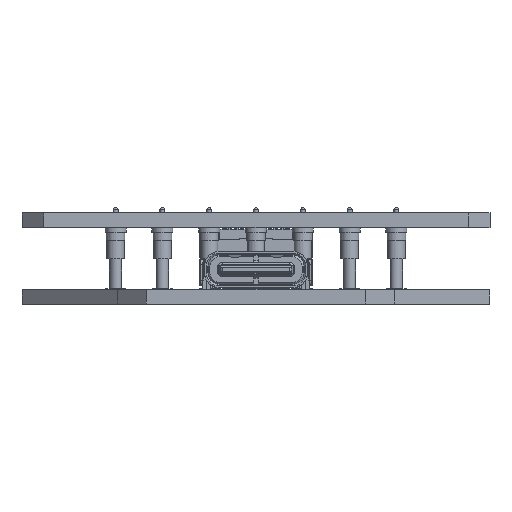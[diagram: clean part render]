
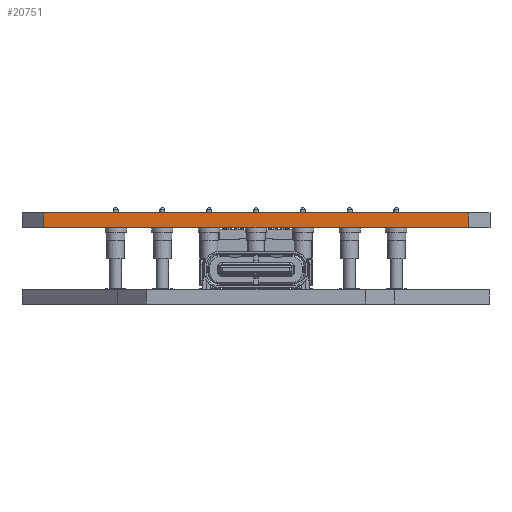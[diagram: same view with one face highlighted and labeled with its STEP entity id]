
A CAD part, top view. The second image highlights one B-rep face of the part: STEP entity #20751.
In plain terms, the highlighted face is planar.
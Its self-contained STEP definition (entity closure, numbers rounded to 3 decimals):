
#1491=PLANE('',#22549);
#2494=FACE_OUTER_BOUND('',#3643,.T.);
#3643=EDGE_LOOP('',(#18983,#18984,#18985,#18986,#18987,#18988,#18989));
#5634=LINE('',#34189,#7823);
#5729=LINE('',#34441,#7918);
#5731=LINE('',#34445,#7920);
#5732=LINE('',#34447,#7921);
#5839=LINE('',#34722,#8028);
#5840=LINE('',#34724,#8029);
#7823=VECTOR('',#27667,1.);
#7918=VECTOR('',#27828,1.);
#7920=VECTOR('',#27832,1.);
#7921=VECTOR('',#27833,1.);
#8028=VECTOR('',#28006,10.);
#8029=VECTOR('',#28007,1.);
#10439=VERTEX_POINT('',#34186);
#10440=VERTEX_POINT('',#34188);
#10564=VERTEX_POINT('',#34440);
#10565=VERTEX_POINT('',#34444);
#10566=VERTEX_POINT('',#34446);
#10702=VERTEX_POINT('',#34723);
#13245=EDGE_CURVE('',#10439,#10440,#5634,.T.);
#13371=EDGE_CURVE('',#10440,#10564,#5729,.T.);
#13373=EDGE_CURVE('',#10565,#10564,#5731,.T.);
#13374=EDGE_CURVE('',#10566,#10565,#5732,.T.);
#13512=EDGE_CURVE('',#10566,#10439,#5839,.T.);
#13513=EDGE_CURVE('',#10702,#10565,#5840,.T.);
#18983=ORIENTED_EDGE('',*,*,#13512,.F.);
#18984=ORIENTED_EDGE('',*,*,#13374,.T.);
#18985=ORIENTED_EDGE('',*,*,#13513,.F.);
#18986=ORIENTED_EDGE('',*,*,#13513,.T.);
#18987=ORIENTED_EDGE('',*,*,#13373,.T.);
#18988=ORIENTED_EDGE('',*,*,#13371,.F.);
#18989=ORIENTED_EDGE('',*,*,#13245,.F.);
#20751=ADVANCED_FACE('',(#2494),#1491,.T.);
#22549=AXIS2_PLACEMENT_3D('',#34721,#28004,#28005);
#27667=DIRECTION('',(1.,0.,0.));
#27828=DIRECTION('',(0.,0.,1.));
#27832=DIRECTION('',(1.,0.,0.));
#27833=DIRECTION('',(1.,0.,0.));
#28004=DIRECTION('center_axis',(0.,1.,0.));
#28005=DIRECTION('ref_axis',(1.,0.,0.));
#28006=DIRECTION('',(0.,0.,-1.));
#28007=DIRECTION('',(0.,0.,1.));
#34186=CARTESIAN_POINT('',(121.92,-73.66,-0.2));
#34188=CARTESIAN_POINT('',(158.75,-73.66,-0.2));
#34189=CARTESIAN_POINT('',(121.92,-73.66,-0.2));
#34440=CARTESIAN_POINT('',(158.75,-73.66,1.07));
#34441=CARTESIAN_POINT('',(158.75,-73.66,0.));
#34444=CARTESIAN_POINT('',(140.335,-73.66,1.07));
#34445=CARTESIAN_POINT('',(140.335,-73.66,1.07));
#34446=CARTESIAN_POINT('',(121.92,-73.66,1.07));
#34447=CARTESIAN_POINT('',(121.92,-73.66,1.07));
#34721=CARTESIAN_POINT('Origin',(121.92,-73.66,0.));
#34722=CARTESIAN_POINT('',(121.92,-73.66,0.));
#34723=CARTESIAN_POINT('',(140.335,-73.66,0.));
#34724=CARTESIAN_POINT('',(140.335,-73.66,0.));
